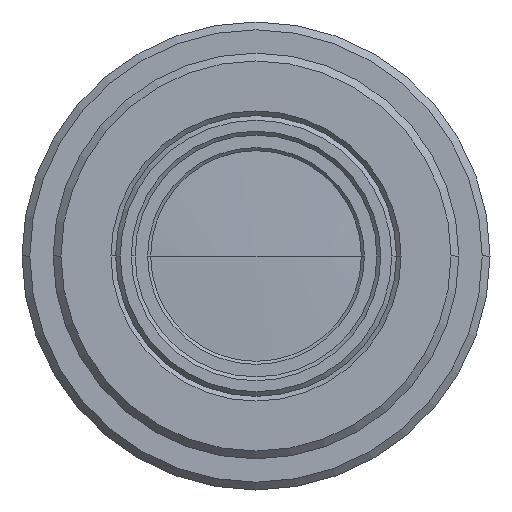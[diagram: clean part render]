
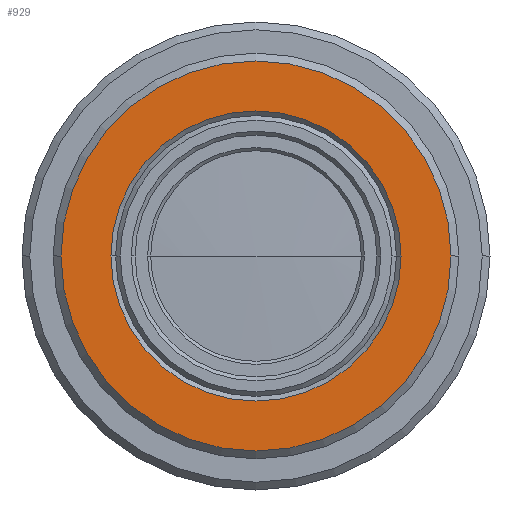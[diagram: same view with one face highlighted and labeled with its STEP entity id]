
A CAD part, left-side view. The second image highlights one B-rep face of the part: STEP entity #929.
In plain terms, the highlighted planar face has unit normal (-1, 0, 0).
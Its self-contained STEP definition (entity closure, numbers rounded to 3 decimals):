
#101 = DIRECTION ( 'NONE',  ( 1., 0., 0. ) ) ;
#122 = FACE_OUTER_BOUND ( 'NONE', #2054, .T. ) ;
#272 = EDGE_CURVE ( 'NONE', #2646, #1677, #1318, .T. ) ;
#303 = ORIENTED_EDGE ( 'NONE', *, *, #880, .F. ) ;
#418 = AXIS2_PLACEMENT_3D ( 'NONE', #1784, #686, #1626 ) ;
#462 = CIRCLE ( 'NONE', #2550, 9.3 ) ;
#529 = PLANE ( 'NONE',  #2690 ) ;
#636 = FACE_BOUND ( 'NONE', #673, .T. ) ;
#673 = EDGE_LOOP ( 'NONE', ( #303, #2451 ) ) ;
#686 = DIRECTION ( 'NONE',  ( -1., 0., 0. ) ) ;
#730 = CARTESIAN_POINT ( 'NONE',  ( -12., 0., 0. ) ) ;
#877 = CARTESIAN_POINT ( 'NONE',  ( -12., 0., 0. ) ) ;
#880 = EDGE_CURVE ( 'NONE', #1677, #2646, #462, .T. ) ;
#929 = ADVANCED_FACE ( 'NONE', ( #636, #122 ), #529, .F. ) ;
#953 = DIRECTION ( 'NONE',  ( 0., -1., 0. ) ) ;
#1044 = CARTESIAN_POINT ( 'NONE',  ( -12., -12.5, 0. ) ) ;
#1096 = DIRECTION ( 'NONE',  ( 0., -1., 0. ) ) ;
#1228 = CARTESIAN_POINT ( 'NONE',  ( -12., 0., 0. ) ) ;
#1318 = CIRCLE ( 'NONE', #418, 9.3 ) ;
#1331 = EDGE_CURVE ( 'NONE', #2402, #2676, #2156, .T. ) ;
#1413 = CARTESIAN_POINT ( 'NONE',  ( -12., 9.3, 0. ) ) ;
#1432 = AXIS2_PLACEMENT_3D ( 'NONE', #877, #2400, #1096 ) ;
#1460 = DIRECTION ( 'NONE',  ( 0., -1., 0. ) ) ;
#1626 = DIRECTION ( 'NONE',  ( 0., -1., 0. ) ) ;
#1636 = DIRECTION ( 'NONE',  ( 0., 1., 0. ) ) ;
#1676 = CARTESIAN_POINT ( 'NONE',  ( -12., 9.3, 0. ) ) ;
#1677 = VERTEX_POINT ( 'NONE', #2784 ) ;
#1784 = CARTESIAN_POINT ( 'NONE',  ( -12., 0., 0. ) ) ;
#1952 = ORIENTED_EDGE ( 'NONE', *, *, #1331, .T. ) ;
#2054 = EDGE_LOOP ( 'NONE', ( #2337, #1952 ) ) ;
#2156 = CIRCLE ( 'NONE', #1432, 12.5 ) ;
#2260 = DIRECTION ( 'NONE',  ( -1., 0., 0. ) ) ;
#2337 = ORIENTED_EDGE ( 'NONE', *, *, #2555, .T. ) ;
#2340 = CARTESIAN_POINT ( 'NONE',  ( -12., 12.5, 0. ) ) ;
#2400 = DIRECTION ( 'NONE',  ( -1., 0., 0. ) ) ;
#2402 = VERTEX_POINT ( 'NONE', #1044 ) ;
#2451 = ORIENTED_EDGE ( 'NONE', *, *, #272, .F. ) ;
#2474 = AXIS2_PLACEMENT_3D ( 'NONE', #1228, #2782, #1460 ) ;
#2495 = CIRCLE ( 'NONE', #2474, 12.5 ) ;
#2550 = AXIS2_PLACEMENT_3D ( 'NONE', #730, #2260, #953 ) ;
#2555 = EDGE_CURVE ( 'NONE', #2676, #2402, #2495, .T. ) ;
#2646 = VERTEX_POINT ( 'NONE', #1676 ) ;
#2676 = VERTEX_POINT ( 'NONE', #2340 ) ;
#2690 = AXIS2_PLACEMENT_3D ( 'NONE', #1413, #101, #1636 ) ;
#2782 = DIRECTION ( 'NONE',  ( -1., 0., 0. ) ) ;
#2784 = CARTESIAN_POINT ( 'NONE',  ( -12., -9.3, 0. ) ) ;
